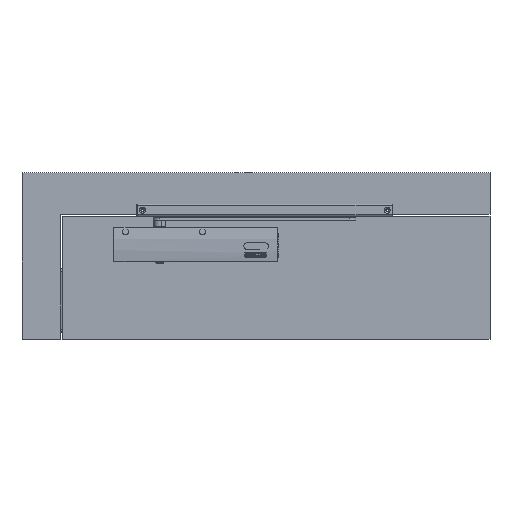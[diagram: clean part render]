
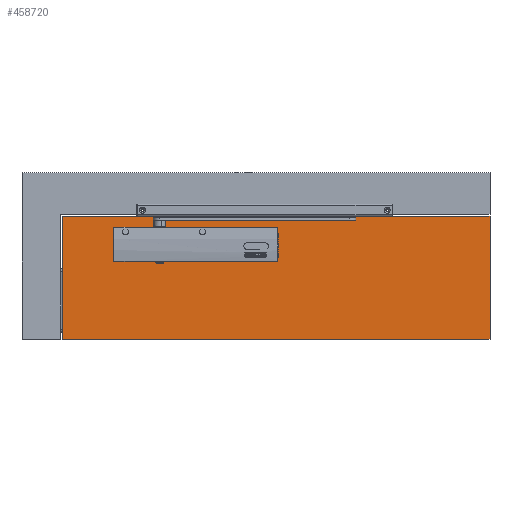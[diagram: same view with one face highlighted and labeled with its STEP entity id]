
A CAD part, top view. The second image highlights one B-rep face of the part: STEP entity #458720.
In plain terms, the highlighted planar face has unit normal (0, 0, 1).
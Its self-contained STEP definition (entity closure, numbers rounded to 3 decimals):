
#457630=CARTESIAN_POINT('',(20.458,177.402,347.5
));
#457640=DIRECTION('',(-0.,-0.,-1.));
#457650=DIRECTION('',(0.,-1.,0.));
#457660=AXIS2_PLACEMENT_3D('',#457630,#457640,#457650);
#457670=PLANE('',#457660);
#457680=CARTESIAN_POINT('',(20.458,41.902,
347.5));
#457690=DIRECTION('',(1.,0.,0.));
#457700=VECTOR('',#457690,1.);
#457710=LINE('',#457680,#457700);
#457720=CARTESIAN_POINT('',(-166.242,41.902,
347.5));
#457730=VERTEX_POINT('',#457720);
#457740=CARTESIAN_POINT('',(120.158,41.902,
347.5));
#457750=VERTEX_POINT('',#457740);
#457760=EDGE_CURVE('',#457730,#457750,#457710,.T.);
#457770=ORIENTED_EDGE('',*,*,#457760,.T.);
#457780=CARTESIAN_POINT('',(-166.242,41.602,
347.5));
#457790=DIRECTION('',(0.,0.,-1.));
#457800=DIRECTION('',(1.,0.,0.));
#457810=AXIS2_PLACEMENT_3D('',#457780,#457790,#457800);
#457820=CIRCLE('',#457810,0.3);
#457830=CARTESIAN_POINT('',(-166.542,41.602,
347.5));
#457840=VERTEX_POINT('',#457830);
#457850=EDGE_CURVE('',#457840,#457730,#457820,.T.);
#457860=ORIENTED_EDGE('',*,*,#457850,.T.);
#457870=CARTESIAN_POINT('',(-166.542,-30.548,
347.5));
#457880=DIRECTION('',(0.,1.,0.));
#457890=VECTOR('',#457880,1.);
#457900=LINE('',#457870,#457890);
#457910=CARTESIAN_POINT('',(-166.542,-17.798,
347.5));
#457920=VERTEX_POINT('',#457910);
#457930=EDGE_CURVE('',#457920,#457840,#457900,.T.);
#457940=ORIENTED_EDGE('',*,*,#457930,.T.);
#457950=CARTESIAN_POINT('',(-166.242,-17.798,
347.5));
#457960=DIRECTION('',(0.,0.,-1.));
#457970=DIRECTION('',(1.,0.,0.));
#457980=AXIS2_PLACEMENT_3D('',#457950,#457960,#457970);
#457990=CIRCLE('',#457980,0.3);
#458000=CARTESIAN_POINT('',(-166.242,-18.098,
347.5));
#458010=VERTEX_POINT('',#458000);
#458020=EDGE_CURVE('',#458010,#457920,#457990,.T.);
#458030=ORIENTED_EDGE('',*,*,#458020,.T.);
#458040=CARTESIAN_POINT('',(20.458,-18.098,
347.5));
#458050=DIRECTION('',(-1.,0.,0.));
#458060=VECTOR('',#458050,1.);
#458070=LINE('',#458040,#458060);
#458080=CARTESIAN_POINT('',(120.158,-18.098,
347.5));
#458090=VERTEX_POINT('',#458080);
#458100=EDGE_CURVE('',#458090,#458010,#458070,.T.);
#458110=ORIENTED_EDGE('',*,*,#458100,.T.);
#458120=CARTESIAN_POINT('',(120.158,-17.798,
347.5));
#458130=DIRECTION('',(0.,0.,-1.));
#458140=DIRECTION('',(1.,0.,0.));
#458150=AXIS2_PLACEMENT_3D('',#458120,#458130,#458140);
#458160=CIRCLE('',#458150,0.3);
#458170=CARTESIAN_POINT('',(120.458,-17.798,
347.5));
#458180=VERTEX_POINT('',#458170);
#458190=EDGE_CURVE('',#458180,#458090,#458160,.T.);
#458200=ORIENTED_EDGE('',*,*,#458190,.T.);
#458210=CARTESIAN_POINT('',(120.458,-30.548,
347.5));
#458220=DIRECTION('',(0.,-1.,0.));
#458230=VECTOR('',#458220,1.);
#458240=LINE('',#458210,#458230);
#458250=CARTESIAN_POINT('',(120.458,41.602,
347.5));
#458260=VERTEX_POINT('',#458250);
#458270=EDGE_CURVE('',#458260,#458180,#458240,.T.);
#458280=ORIENTED_EDGE('',*,*,#458270,.T.);
#458290=CARTESIAN_POINT('',(120.158,41.602,
347.5));
#458300=DIRECTION('',(0.,0.,-1.));
#458310=DIRECTION('',(1.,0.,0.));
#458320=AXIS2_PLACEMENT_3D('',#458290,#458300,#458310);
#458330=CIRCLE('',#458320,0.3);
#458340=EDGE_CURVE('',#457750,#458260,#458330,.T.);
#458350=ORIENTED_EDGE('',*,*,#458340,.T.);
#458360=EDGE_LOOP('',(#458350,#458280,#458200,#458110,#458030,#457940,
#457860,#457770));
#458370=FACE_BOUND('',#458360,.T.);
#458380=CARTESIAN_POINT('',(20.458,-37.998,
347.5));
#458390=DIRECTION('',(-1.,0.,0.));
#458400=VECTOR('',#458390,1.);
#458410=LINE('',#458380,#458400);
#458420=CARTESIAN_POINT('',(210.458,-37.998,
347.5));
#458430=VERTEX_POINT('',#458420);
#458440=CARTESIAN_POINT('',(-538.042,-37.998,
347.5));
#458450=VERTEX_POINT('',#458440);
#458460=EDGE_CURVE('',#458430,#458450,#458410,.T.);
#458470=ORIENTED_EDGE('',*,*,#458460,.F.);
#458480=CARTESIAN_POINT('',(-538.042,-44.548,
347.5));
#458490=DIRECTION('',(0.,1.,0.));
#458500=VECTOR('',#458490,1.);
#458510=LINE('',#458480,#458500);
#458520=CARTESIAN_POINT('',(-538.042,177.402,
347.5));
#458530=VERTEX_POINT('',#458520);
#458540=EDGE_CURVE('',#458450,#458530,#458510,.T.);
#458550=ORIENTED_EDGE('',*,*,#458540,.F.);
#458560=CARTESIAN_POINT('',(20.458,177.402,347.5
));
#458570=DIRECTION('',(1.,0.,0.));
#458580=VECTOR('',#458570,1.);
#458590=LINE('',#458560,#458580);
#458600=CARTESIAN_POINT('',(210.458,177.402,347.5
));
#458610=VERTEX_POINT('',#458600);
#458620=EDGE_CURVE('',#458530,#458610,#458590,.T.);
#458630=ORIENTED_EDGE('',*,*,#458620,.F.);
#458640=CARTESIAN_POINT('',(210.458,-44.548,
347.5));
#458650=DIRECTION('',(0.,-1.,0.));
#458660=VECTOR('',#458650,1.);
#458670=LINE('',#458640,#458660);
#458680=EDGE_CURVE('',#458610,#458430,#458670,.T.);
#458690=ORIENTED_EDGE('',*,*,#458680,.F.);
#458700=EDGE_LOOP('',(#458690,#458630,#458550,#458470));
#458710=FACE_OUTER_BOUND('',#458700,.T.);
#458720=ADVANCED_FACE('',(#458370,#458710),#457670,.F.);
